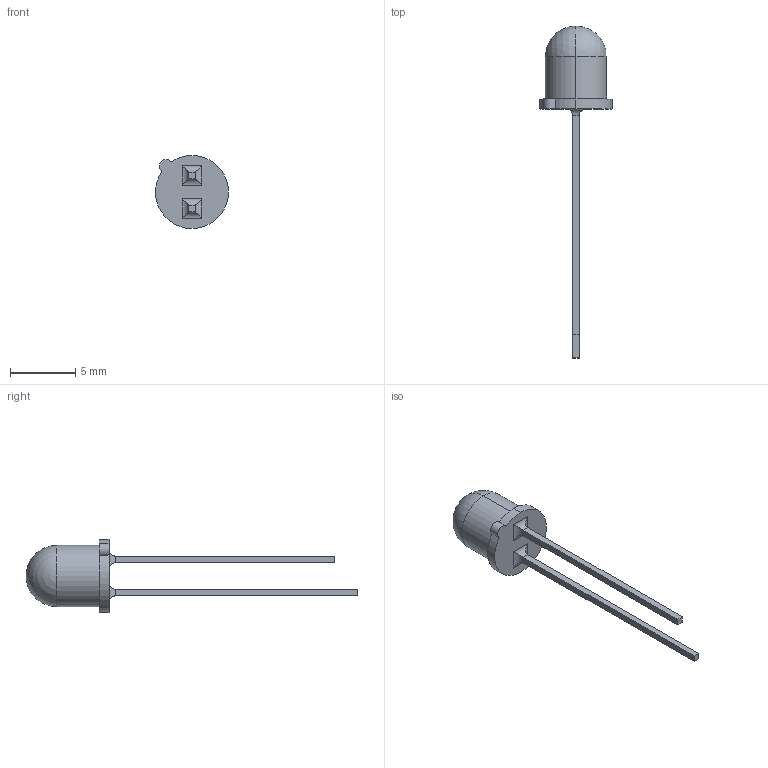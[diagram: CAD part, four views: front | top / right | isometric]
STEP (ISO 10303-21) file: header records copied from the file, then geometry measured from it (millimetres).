
FILE_DESCRIPTION (( 'STEP AP214' ), '1' );
FILE_NAME ('OP298B.STEP', '2019-11-05T20:15:45', ( '' ), ( '' ), 'SwSTEP 2.0', 'SolidWorks 2018', '' );
FILE_SCHEMA (( 'AUTOMOTIVE_DESIGN' ));
Length unit declared in the file: inch
Products named in the file (1): OP298B
Bounding box: 5.58 x 25.4 x 5.59 mm (x, y, z)
Volume: 111.2 mm3; surface area: 201.9 mm2
Topology: 1 solids, 1 shells, 28 faces, 64 edges, 39 vertices
Faces by surface type: cylinder 14, plane 12, sphere 2
Entity records: 1150 total; most frequent: CARTESIAN_POINT 150, DIRECTION 124, ORIENTED_EDGE 120, EDGE_CURVE 60, AXIS2_PLACEMENT_3D 43, LINE 38, VECTOR 38, VERTEX_POINT 37
